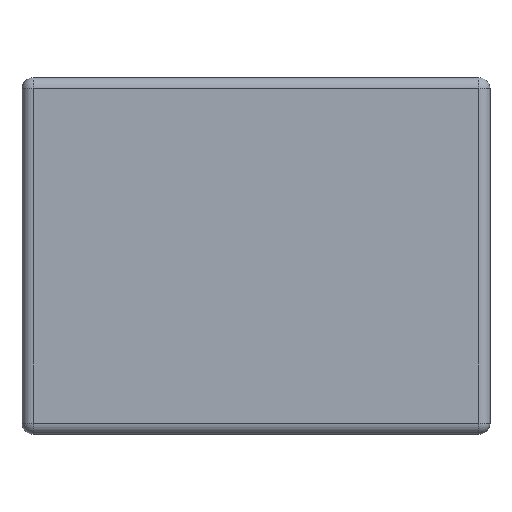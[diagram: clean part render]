
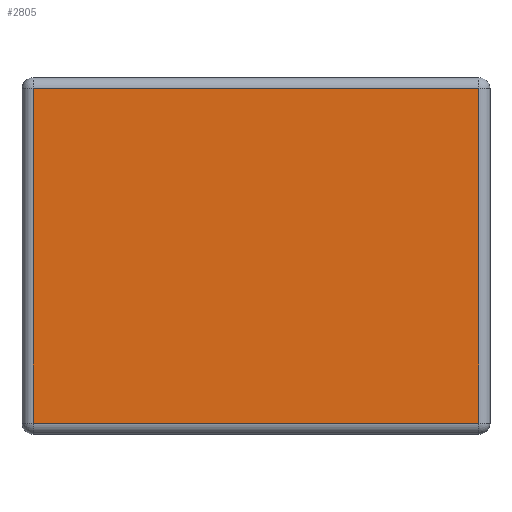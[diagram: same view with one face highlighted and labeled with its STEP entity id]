
A CAD part, top view. The second image highlights one B-rep face of the part: STEP entity #2805.
In plain terms, the highlighted planar face has unit normal (0, 0, 1).
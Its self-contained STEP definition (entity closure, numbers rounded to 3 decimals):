
#1958 = CYLINDRICAL_SURFACE('',#1959,2.);
#1959 = AXIS2_PLACEMENT_3D('',#1960,#1961,#1962);
#1960 = CARTESIAN_POINT('',(0.,0.,20.));
#1961 = DIRECTION('',(1.,0.,0.));
#1962 = DIRECTION('',(0.,0.,-1.));
#2125 = CYLINDRICAL_SURFACE('',#2126,2.);
#2126 = AXIS2_PLACEMENT_3D('',#2127,#2128,#2129);
#2127 = CARTESIAN_POINT('',(80.,0.,20.));
#2128 = DIRECTION('',(0.,1.,0.));
#2129 = DIRECTION('',(0.,0.,-1.));
#2248 = CYLINDRICAL_SURFACE('',#2249,2.);
#2249 = AXIS2_PLACEMENT_3D('',#2250,#2251,#2252);
#2250 = CARTESIAN_POINT('',(0.,60.,20.));
#2251 = DIRECTION('',(1.,0.,0.));
#2252 = DIRECTION('',(0.,0.,-1.));
#2352 = CYLINDRICAL_SURFACE('',#2353,2.);
#2353 = AXIS2_PLACEMENT_3D('',#2354,#2355,#2356);
#2354 = CARTESIAN_POINT('',(0.,0.,20.));
#2355 = DIRECTION('',(0.,1.,0.));
#2356 = DIRECTION('',(0.,0.,-1.));
#2438 = VERTEX_POINT('',#2439);
#2439 = CARTESIAN_POINT('',(0.,0.,22.));
#2461 = EDGE_CURVE('',#2438,#2462,#2464,.T.);
#2462 = VERTEX_POINT('',#2463);
#2463 = CARTESIAN_POINT('',(80.,0.,22.));
#2464 = SURFACE_CURVE('',#2465,(#2469,#2476),.PCURVE_S1.);
#2465 = LINE('',#2466,#2467);
#2466 = CARTESIAN_POINT('',(0.,0.,22.));
#2467 = VECTOR('',#2468,1.);
#2468 = DIRECTION('',(1.,0.,0.));
#2469 = PCURVE('',#1958,#2470);
#2470 = DEFINITIONAL_REPRESENTATION('',(#2471),#2475);
#2471 = LINE('',#2472,#2473);
#2472 = CARTESIAN_POINT('',(-3.142,0.));
#2473 = VECTOR('',#2474,1.);
#2474 = DIRECTION('',(-0.,1.));
#2475 = ( GEOMETRIC_REPRESENTATION_CONTEXT(2) 
PARAMETRIC_REPRESENTATION_CONTEXT() REPRESENTATION_CONTEXT('2D SPACE',''
  ) );
#2476 = PCURVE('',#2477,#2482);
#2477 = PLANE('',#2478);
#2478 = AXIS2_PLACEMENT_3D('',#2479,#2480,#2481);
#2479 = CARTESIAN_POINT('',(0.,0.,22.));
#2480 = DIRECTION('',(0.,0.,1.));
#2481 = DIRECTION('',(1.,0.,0.));
#2482 = DEFINITIONAL_REPRESENTATION('',(#2483),#2487);
#2483 = LINE('',#2484,#2485);
#2484 = CARTESIAN_POINT('',(0.,0.));
#2485 = VECTOR('',#2486,1.);
#2486 = DIRECTION('',(1.,0.));
#2487 = ( GEOMETRIC_REPRESENTATION_CONTEXT(2) 
PARAMETRIC_REPRESENTATION_CONTEXT() REPRESENTATION_CONTEXT('2D SPACE',''
  ) );
#2558 = EDGE_CURVE('',#2462,#2559,#2561,.T.);
#2559 = VERTEX_POINT('',#2560);
#2560 = CARTESIAN_POINT('',(80.,60.,22.));
#2561 = SURFACE_CURVE('',#2562,(#2566,#2573),.PCURVE_S1.);
#2562 = LINE('',#2563,#2564);
#2563 = CARTESIAN_POINT('',(80.,0.,22.));
#2564 = VECTOR('',#2565,1.);
#2565 = DIRECTION('',(0.,1.,0.));
#2566 = PCURVE('',#2125,#2567);
#2567 = DEFINITIONAL_REPRESENTATION('',(#2568),#2572);
#2568 = LINE('',#2569,#2570);
#2569 = CARTESIAN_POINT('',(-3.142,0.));
#2570 = VECTOR('',#2571,1.);
#2571 = DIRECTION('',(-0.,1.));
#2572 = ( GEOMETRIC_REPRESENTATION_CONTEXT(2) 
PARAMETRIC_REPRESENTATION_CONTEXT() REPRESENTATION_CONTEXT('2D SPACE',''
  ) );
#2573 = PCURVE('',#2477,#2574);
#2574 = DEFINITIONAL_REPRESENTATION('',(#2575),#2579);
#2575 = LINE('',#2576,#2577);
#2576 = CARTESIAN_POINT('',(80.,0.));
#2577 = VECTOR('',#2578,1.);
#2578 = DIRECTION('',(0.,1.));
#2579 = ( GEOMETRIC_REPRESENTATION_CONTEXT(2) 
PARAMETRIC_REPRESENTATION_CONTEXT() REPRESENTATION_CONTEXT('2D SPACE',''
  ) );
#2650 = VERTEX_POINT('',#2651);
#2651 = CARTESIAN_POINT('',(0.,60.,22.));
#2673 = EDGE_CURVE('',#2650,#2559,#2674,.T.);
#2674 = SURFACE_CURVE('',#2675,(#2679,#2686),.PCURVE_S1.);
#2675 = LINE('',#2676,#2677);
#2676 = CARTESIAN_POINT('',(0.,60.,22.));
#2677 = VECTOR('',#2678,1.);
#2678 = DIRECTION('',(1.,0.,0.));
#2679 = PCURVE('',#2248,#2680);
#2680 = DEFINITIONAL_REPRESENTATION('',(#2681),#2685);
#2681 = LINE('',#2682,#2683);
#2682 = CARTESIAN_POINT('',(3.142,0.));
#2683 = VECTOR('',#2684,1.);
#2684 = DIRECTION('',(0.,1.));
#2685 = ( GEOMETRIC_REPRESENTATION_CONTEXT(2) 
PARAMETRIC_REPRESENTATION_CONTEXT() REPRESENTATION_CONTEXT('2D SPACE',''
  ) );
#2686 = PCURVE('',#2477,#2687);
#2687 = DEFINITIONAL_REPRESENTATION('',(#2688),#2692);
#2688 = LINE('',#2689,#2690);
#2689 = CARTESIAN_POINT('',(0.,60.));
#2690 = VECTOR('',#2691,1.);
#2691 = DIRECTION('',(1.,0.));
#2692 = ( GEOMETRIC_REPRESENTATION_CONTEXT(2) 
PARAMETRIC_REPRESENTATION_CONTEXT() REPRESENTATION_CONTEXT('2D SPACE',''
  ) );
#2778 = EDGE_CURVE('',#2438,#2650,#2779,.T.);
#2779 = SURFACE_CURVE('',#2780,(#2784,#2791),.PCURVE_S1.);
#2780 = LINE('',#2781,#2782);
#2781 = CARTESIAN_POINT('',(0.,0.,22.));
#2782 = VECTOR('',#2783,1.);
#2783 = DIRECTION('',(0.,1.,0.));
#2784 = PCURVE('',#2352,#2785);
#2785 = DEFINITIONAL_REPRESENTATION('',(#2786),#2790);
#2786 = LINE('',#2787,#2788);
#2787 = CARTESIAN_POINT('',(3.142,0.));
#2788 = VECTOR('',#2789,1.);
#2789 = DIRECTION('',(0.,1.));
#2790 = ( GEOMETRIC_REPRESENTATION_CONTEXT(2) 
PARAMETRIC_REPRESENTATION_CONTEXT() REPRESENTATION_CONTEXT('2D SPACE',''
  ) );
#2791 = PCURVE('',#2477,#2792);
#2792 = DEFINITIONAL_REPRESENTATION('',(#2793),#2797);
#2793 = LINE('',#2794,#2795);
#2794 = CARTESIAN_POINT('',(0.,0.));
#2795 = VECTOR('',#2796,1.);
#2796 = DIRECTION('',(0.,1.));
#2797 = ( GEOMETRIC_REPRESENTATION_CONTEXT(2) 
PARAMETRIC_REPRESENTATION_CONTEXT() REPRESENTATION_CONTEXT('2D SPACE',''
  ) );
#2805 = ADVANCED_FACE('',(#2806),#2477,.T.);
#2806 = FACE_BOUND('',#2807,.T.);
#2807 = EDGE_LOOP('',(#2808,#2809,#2810,#2811));
#2808 = ORIENTED_EDGE('',*,*,#2778,.F.);
#2809 = ORIENTED_EDGE('',*,*,#2461,.T.);
#2810 = ORIENTED_EDGE('',*,*,#2558,.T.);
#2811 = ORIENTED_EDGE('',*,*,#2673,.F.);
